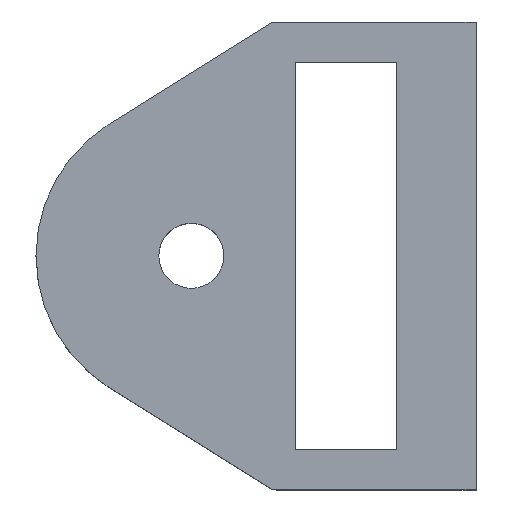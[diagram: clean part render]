
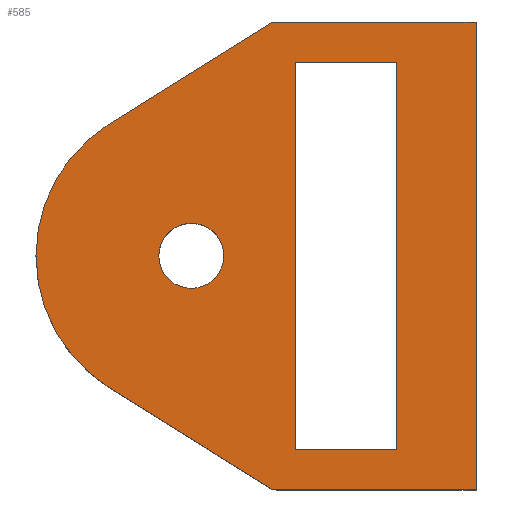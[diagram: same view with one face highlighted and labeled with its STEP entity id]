
A CAD part, top view. The second image highlights one B-rep face of the part: STEP entity #585.
In plain terms, the highlighted planar face has unit normal (0, 0, 1).
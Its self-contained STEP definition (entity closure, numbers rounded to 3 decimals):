
#21=FACE_BOUND('',#91,.T.);
#22=FACE_BOUND('',#92,.T.);
#30=CIRCLE('',#616,1.6);
#31=CIRCLE('',#622,7.64);
#59=FACE_OUTER_BOUND('',#90,.T.);
#90=EDGE_LOOP('',(#514,#515,#516,#517,#518,#519));
#91=EDGE_LOOP('',(#520));
#92=EDGE_LOOP('',(#521,#522,#523,#524));
#146=LINE('',#892,#218);
#149=LINE('',#898,#221);
#152=LINE('',#904,#224);
#155=LINE('',#908,#227);
#157=LINE('',#916,#229);
#159=LINE('',#920,#231);
#161=LINE('',#924,#233);
#163=LINE('',#928,#235);
#166=LINE('',#935,#238);
#218=VECTOR('',#725,10.);
#221=VECTOR('',#730,10.);
#224=VECTOR('',#735,10.);
#227=VECTOR('',#740,10.);
#229=VECTOR('',#748,10.);
#231=VECTOR('',#752,10.);
#233=VECTOR('',#756,10.);
#235=VECTOR('',#760,10.);
#238=VECTOR('',#769,10.);
#280=VERTEX_POINT('',#889);
#281=VERTEX_POINT('',#891);
#283=VERTEX_POINT('',#897);
#285=VERTEX_POINT('',#903);
#286=VERTEX_POINT('',#910);
#287=VERTEX_POINT('',#913);
#288=VERTEX_POINT('',#915);
#289=VERTEX_POINT('',#919);
#290=VERTEX_POINT('',#923);
#291=VERTEX_POINT('',#927);
#292=VERTEX_POINT('',#931);
#350=EDGE_CURVE('',#281,#280,#146,.T.);
#353=EDGE_CURVE('',#283,#281,#149,.T.);
#356=EDGE_CURVE('',#285,#283,#152,.T.);
#359=EDGE_CURVE('',#280,#285,#155,.T.);
#360=EDGE_CURVE('',#286,#286,#30,.T.);
#362=EDGE_CURVE('',#288,#287,#157,.T.);
#364=EDGE_CURVE('',#289,#288,#159,.T.);
#366=EDGE_CURVE('',#290,#289,#161,.T.);
#368=EDGE_CURVE('',#291,#290,#163,.T.);
#370=EDGE_CURVE('',#292,#291,#31,.T.);
#372=EDGE_CURVE('',#287,#292,#166,.T.);
#514=ORIENTED_EDGE('',*,*,#372,.T.);
#515=ORIENTED_EDGE('',*,*,#370,.T.);
#516=ORIENTED_EDGE('',*,*,#368,.T.);
#517=ORIENTED_EDGE('',*,*,#366,.T.);
#518=ORIENTED_EDGE('',*,*,#364,.T.);
#519=ORIENTED_EDGE('',*,*,#362,.T.);
#520=ORIENTED_EDGE('',*,*,#360,.T.);
#521=ORIENTED_EDGE('',*,*,#359,.T.);
#522=ORIENTED_EDGE('',*,*,#356,.T.);
#523=ORIENTED_EDGE('',*,*,#353,.T.);
#524=ORIENTED_EDGE('',*,*,#350,.T.);
#556=PLANE('',#624);
#585=ADVANCED_FACE('',(#59,#21,#22),#556,.T.);
#616=AXIS2_PLACEMENT_3D('',#911,#743,#744);
#622=AXIS2_PLACEMENT_3D('',#932,#764,#765);
#624=AXIS2_PLACEMENT_3D('',#936,#770,#771);
#725=DIRECTION('',(0.,-1.,0.));
#730=DIRECTION('',(1.,0.,0.));
#735=DIRECTION('',(0.,1.,0.));
#740=DIRECTION('',(-1.,0.,0.));
#743=DIRECTION('center_axis',(0.,0.,-1.));
#744=DIRECTION('ref_axis',(-1.,0.,0.));
#748=DIRECTION('',(-1.,0.,0.));
#752=DIRECTION('',(0.,1.,0.));
#756=DIRECTION('',(1.,0.,0.));
#760=DIRECTION('',(0.848,-0.529,0.));
#764=DIRECTION('center_axis',(0.,0.,1.));
#765=DIRECTION('ref_axis',(-0.529,0.848,0.));
#769=DIRECTION('',(-0.848,-0.529,0.));
#770=DIRECTION('center_axis',(0.,0.,1.));
#771=DIRECTION('ref_axis',(-1.,0.,0.));
#889=CARTESIAN_POINT('',(-150.9,69.,57.));
#891=CARTESIAN_POINT('',(-150.9,88.,57.));
#892=CARTESIAN_POINT('',(-150.9,88.,57.));
#897=CARTESIAN_POINT('',(-155.9,88.,57.));
#898=CARTESIAN_POINT('',(-155.9,88.,57.));
#903=CARTESIAN_POINT('',(-155.9,69.,57.));
#904=CARTESIAN_POINT('',(-155.9,69.,57.));
#908=CARTESIAN_POINT('',(-150.9,69.,57.));
#910=CARTESIAN_POINT('',(-159.4,78.5,57.));
#911=CARTESIAN_POINT('Origin',(-161.,78.5,57.));
#913=CARTESIAN_POINT('',(-157.,90.,57.));
#915=CARTESIAN_POINT('',(-147.,90.,57.));
#916=CARTESIAN_POINT('',(-157.,90.,57.));
#919=CARTESIAN_POINT('',(-147.,67.,57.));
#920=CARTESIAN_POINT('',(-147.,90.,57.));
#923=CARTESIAN_POINT('',(-157.,67.,57.));
#924=CARTESIAN_POINT('',(-147.,67.,57.));
#927=CARTESIAN_POINT('',(-165.044,72.017,57.));
#928=CARTESIAN_POINT('',(-157.,67.,57.));
#931=CARTESIAN_POINT('',(-165.044,84.983,57.));
#932=CARTESIAN_POINT('Origin',(-161.,78.5,57.));
#935=CARTESIAN_POINT('',(-157.,90.,57.));
#936=CARTESIAN_POINT('Origin',(-157.82,78.5,57.));
